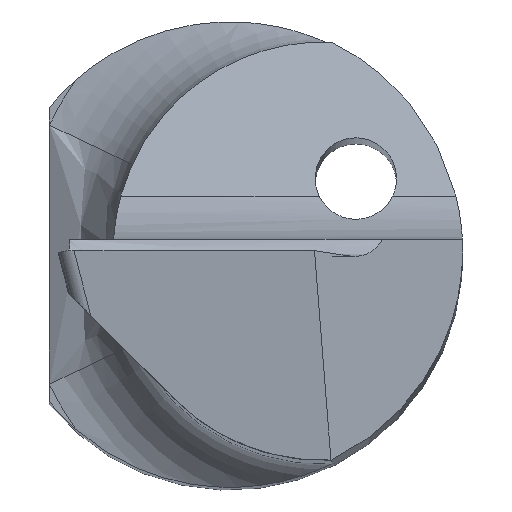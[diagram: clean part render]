
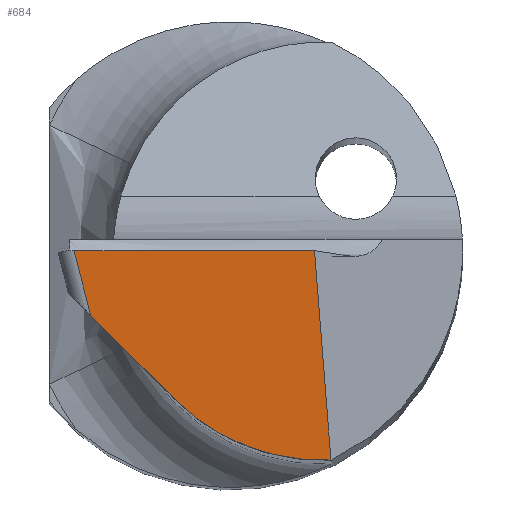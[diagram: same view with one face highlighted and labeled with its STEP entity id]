
A CAD part, top view. The second image highlights one B-rep face of the part: STEP entity #684.
In plain terms, the highlighted planar face has unit normal (0.138, -0.139, 0.981).
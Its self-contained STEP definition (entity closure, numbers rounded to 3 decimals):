
#7 = CARTESIAN_POINT ( 'NONE',  ( 0.719, 0.1, 33.724 ) ) ;
#11 = CARTESIAN_POINT ( 'NONE',  ( 0.869, -1.799, 33.434 ) ) ;
#20 = VECTOR ( 'NONE', #320, 1000. ) ;
#34 = LINE ( 'NONE', #334, #814 ) ;
#53 = EDGE_LOOP ( 'NONE', ( #820, #510, #216, #285, #225 ) ) ;
#81 = VECTOR ( 'NONE', #238, 1000. ) ;
#94 = CARTESIAN_POINT ( 'NONE',  ( -1.379, 0.153, 34.027 ) ) ;
#164 = EDGE_CURVE ( 'NONE', #284, #635, #34, .T. ) ;
#199 = VECTOR ( 'NONE', #333, 1000. ) ;
#216 = ORIENTED_EDGE ( 'NONE', *, *, #451, .T. ) ;
#225 = ORIENTED_EDGE ( 'NONE', *, *, #953, .F. ) ;
#238 = DIRECTION ( 'NONE',  ( -0.99, 0., 0.139 ) ) ;
#240 = LINE ( 'NONE', #94, #20 ) ;
#284 = VERTEX_POINT ( 'NONE', #723 ) ;
#285 = ORIENTED_EDGE ( 'NONE', *, *, #343, .T. ) ;
#287 = CARTESIAN_POINT ( 'NONE',  ( 0.727, 0., 33.709 ) ) ;
#319 = EDGE_CURVE ( 'NONE', #635, #574, #841, .T. ) ;
#320 = DIRECTION ( 'NONE',  ( -0.247, 0.954, 0.17 ) ) ;
#333 = DIRECTION ( 'NONE',  ( -0.078, 0.986, 0.151 ) ) ;
#334 = CARTESIAN_POINT ( 'NONE',  ( -0.526, -1.226, 33.711 ) ) ;
#341 = DIRECTION ( 'NONE',  ( 0., -0.99, -0.141 ) ) ;
#343 = EDGE_CURVE ( 'NONE', #655, #800, #874, .T. ) ;
#346 = FACE_OUTER_BOUND ( 'NONE', #53, .T. ) ;
#451 = EDGE_CURVE ( 'NONE', #574, #655, #669, .T. ) ;
#510 = ORIENTED_EDGE ( 'NONE', *, *, #319, .T. ) ;
#521 = CARTESIAN_POINT ( 'NONE',  ( 0.359, -1.82, 33.503 ) ) ;
#559 = CARTESIAN_POINT ( 'NONE',  ( -1.569, 0.1, 34.046 ) ) ;
#574 = VERTEX_POINT ( 'NONE', #717 ) ;
#597 = CARTESIAN_POINT ( 'NONE',  ( -0.117, -1.634, 33.596 ) ) ;
#627 = PLANE ( 'NONE',  #633 ) ;
#633 = AXIS2_PLACEMENT_3D ( 'NONE', #559, #919, #341 ) ;
#635 = VERTEX_POINT ( 'NONE', #843 ) ;
#655 = VERTEX_POINT ( 'NONE', #287 ) ;
#669 = LINE ( 'NONE', #7, #199 ) ;
#671 = CARTESIAN_POINT ( 'NONE',  ( -0.478, -1.273, 33.698 ) ) ;
#684 = ADVANCED_FACE ( 'NONE', ( #346 ), #627, .T. ) ;
#686 = DIRECTION ( 'NONE',  ( 0.693, -0.693, -0.196 ) ) ;
#717 = CARTESIAN_POINT ( 'NONE',  ( 0.869, -1.799, 33.434 ) ) ;
#723 = CARTESIAN_POINT ( 'NONE',  ( -1.195, -0.556, 33.9 ) ) ;
#800 = VERTEX_POINT ( 'NONE', #948 ) ;
#814 = VECTOR ( 'NONE', #686, 1000. ) ;
#820 = ORIENTED_EDGE ( 'NONE', *, *, #164, .T. ) ;
#841 =( BOUNDED_CURVE ( )  B_SPLINE_CURVE ( 3, ( #671, #597, #521, #11 ),
 .UNSPECIFIED., .F., .T. ) 
 B_SPLINE_CURVE_WITH_KNOTS ( ( 4, 4 ),
 ( 4.717, 5.544 ),
 .UNSPECIFIED. ) 
 CURVE ( )  GEOMETRIC_REPRESENTATION_ITEM ( )  RATIONAL_B_SPLINE_CURVE ( ( 1., 0.944, 0.944, 1. ) ) 
 REPRESENTATION_ITEM ( '' )  );
#843 = CARTESIAN_POINT ( 'NONE',  ( -0.478, -1.273, 33.698 ) ) ;
#874 = LINE ( 'NONE', #889, #81 ) ;
#889 = CARTESIAN_POINT ( 'NONE',  ( -1.571, 0., 34.032 ) ) ;
#919 = DIRECTION ( 'NONE',  ( 0.138, -0.139, 0.981 ) ) ;
#948 = CARTESIAN_POINT ( 'NONE',  ( -1.339, 0., 33.999 ) ) ;
#953 = EDGE_CURVE ( 'NONE', #284, #800, #240, .T. ) ;
